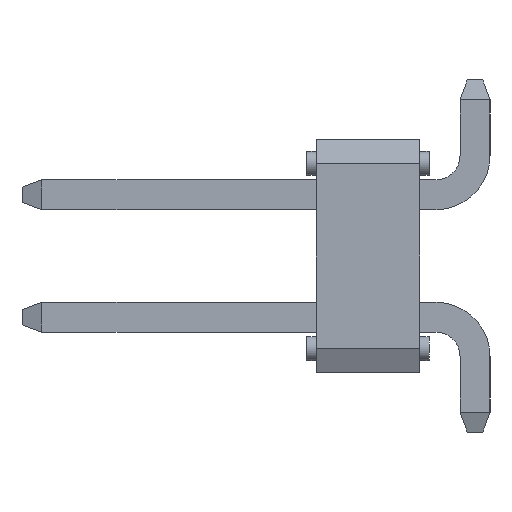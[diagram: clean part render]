
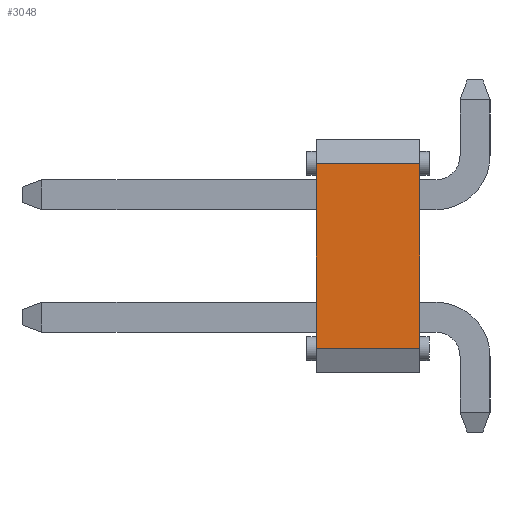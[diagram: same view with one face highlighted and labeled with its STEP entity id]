
A CAD part, left-side view. The second image highlights one B-rep face of the part: STEP entity #3048.
In plain terms, the highlighted planar face has unit normal (-1, 0, 0).
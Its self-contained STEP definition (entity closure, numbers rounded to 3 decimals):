
#269 = VECTOR ( 'NONE', #7470, 1000. ) ;
#270 = CARTESIAN_POINT ( 'NONE',  ( -10.16, 3.6, -1.915 ) ) ;
#724 = DIRECTION ( 'NONE',  ( 1., 0., 0. ) ) ;
#788 = CARTESIAN_POINT ( 'NONE',  ( -10.16, 3.6, 2.415 ) ) ;
#952 = ORIENTED_EDGE ( 'NONE', *, *, #4815, .F. ) ;
#975 = EDGE_CURVE ( 'NONE', #3542, #7399, #1994, .T. ) ;
#1349 = DIRECTION ( 'NONE',  ( 0., 0., 1. ) ) ;
#1916 = CARTESIAN_POINT ( 'NONE',  ( -10.16, 3.6, 2.415 ) ) ;
#1994 = LINE ( 'NONE', #7887, #5812 ) ;
#2124 = CARTESIAN_POINT ( 'NONE',  ( -10.16, 1.46, -1.915 ) ) ;
#2420 = ORIENTED_EDGE ( 'NONE', *, *, #3605, .T. ) ;
#2636 = DIRECTION ( 'NONE',  ( 0., 1., 0. ) ) ;
#2761 = CARTESIAN_POINT ( 'NONE',  ( -10.16, 1.46, -1.915 ) ) ;
#2768 = LINE ( 'NONE', #2124, #7019 ) ;
#3048 = ADVANCED_FACE ( 'NONE', ( #3186 ), #7719, .F. ) ;
#3186 = FACE_OUTER_BOUND ( 'NONE', #5546, .T. ) ;
#3290 = CARTESIAN_POINT ( 'NONE',  ( -10.16, 1.46, 1.915 ) ) ;
#3542 = VERTEX_POINT ( 'NONE', #3290 ) ;
#3605 = EDGE_CURVE ( 'NONE', #7355, #3542, #5492, .T. ) ;
#3994 = CARTESIAN_POINT ( 'NONE',  ( -10.16, 3.6, 1.915 ) ) ;
#4480 = EDGE_CURVE ( 'NONE', #7355, #5395, #2768, .T. ) ;
#4815 = EDGE_CURVE ( 'NONE', #5395, #7399, #5246, .T. ) ;
#5246 = LINE ( 'NONE', #788, #6874 ) ;
#5395 = VERTEX_POINT ( 'NONE', #270 ) ;
#5492 = LINE ( 'NONE', #6202, #269 ) ;
#5546 = EDGE_LOOP ( 'NONE', ( #2420, #5800, #952, #8091 ) ) ;
#5676 = AXIS2_PLACEMENT_3D ( 'NONE', #1916, #724, #5762 ) ;
#5762 = DIRECTION ( 'NONE',  ( 0., 0., -1. ) ) ;
#5800 = ORIENTED_EDGE ( 'NONE', *, *, #975, .T. ) ;
#5812 = VECTOR ( 'NONE', #2636, 1000. ) ;
#6172 = DIRECTION ( 'NONE',  ( 0., 1., 0. ) ) ;
#6202 = CARTESIAN_POINT ( 'NONE',  ( -10.16, 1.46, 2.415 ) ) ;
#6874 = VECTOR ( 'NONE', #1349, 1000. ) ;
#7019 = VECTOR ( 'NONE', #6172, 1000. ) ;
#7355 = VERTEX_POINT ( 'NONE', #2761 ) ;
#7399 = VERTEX_POINT ( 'NONE', #3994 ) ;
#7470 = DIRECTION ( 'NONE',  ( 0., 0., 1. ) ) ;
#7719 = PLANE ( 'NONE',  #5676 ) ;
#7887 = CARTESIAN_POINT ( 'NONE',  ( -10.16, 1.46, 1.915 ) ) ;
#8091 = ORIENTED_EDGE ( 'NONE', *, *, #4480, .F. ) ;
